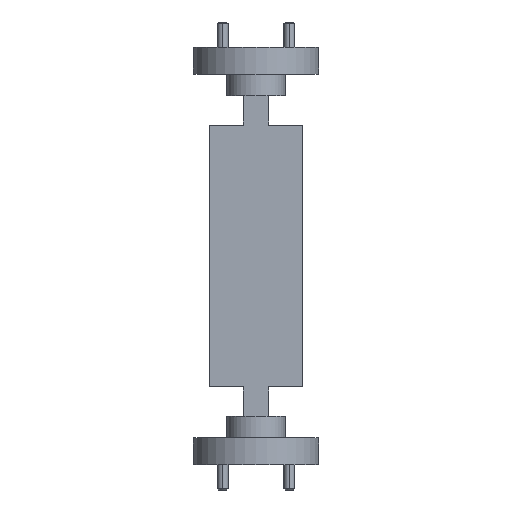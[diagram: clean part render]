
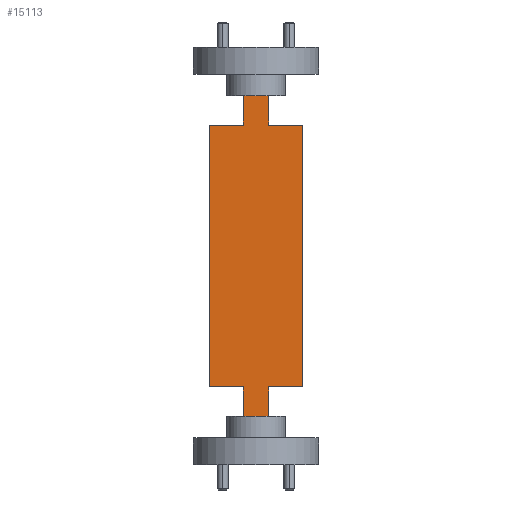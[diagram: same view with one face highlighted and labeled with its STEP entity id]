
A CAD part, front view. The second image highlights one B-rep face of the part: STEP entity #15113.
In plain terms, the highlighted planar face has unit normal (0, -1, 0).
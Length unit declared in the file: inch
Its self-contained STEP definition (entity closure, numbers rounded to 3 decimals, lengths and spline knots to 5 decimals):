
#41 = ORIENTED_EDGE ( 'NONE', *, *, #14275, .F. ) ;
#316 = CARTESIAN_POINT ( 'NONE',  ( -0.37196, -0.35638, 0.196 ) ) ;
#353 = VECTOR ( 'NONE', #3896, 39.37008 ) ;
#601 = CARTESIAN_POINT ( 'NONE',  ( -0.16696, -0.35638, 1.766 ) ) ;
#646 = DIRECTION ( 'NONE',  ( 0., 1., 0. ) ) ;
#874 = EDGE_CURVE ( 'NONE', #8576, #26342, #17046, .T. ) ;
#1102 = CARTESIAN_POINT ( 'NONE',  ( -0.37196, -0.35638, 1.766 ) ) ;
#1161 = VERTEX_POINT ( 'NONE', #6398 ) ;
#1402 = EDGE_CURVE ( 'NONE', #21341, #2839, #26580, .T. ) ;
#1436 = VECTOR ( 'NONE', #14469, 39.37008 ) ;
#2218 = VECTOR ( 'NONE', #8786, 39.37008 ) ;
#2802 = LINE ( 'NONE', #316, #1436 ) ;
#2839 = VERTEX_POINT ( 'NONE', #8355 ) ;
#3161 = VERTEX_POINT ( 'NONE', #19141 ) ;
#3178 = ORIENTED_EDGE ( 'NONE', *, *, #19886, .T. ) ;
#3692 = LINE ( 'NONE', #601, #27587 ) ;
#3696 = ORIENTED_EDGE ( 'NONE', *, *, #26636, .T. ) ;
#3823 = VECTOR ( 'NONE', #22066, 39.37008 ) ;
#3896 = DIRECTION ( 'NONE',  ( -1., 0., 0. ) ) ;
#5056 = EDGE_CURVE ( 'NONE', #7239, #25748, #14137, .T. ) ;
#5883 = CARTESIAN_POINT ( 'NONE',  ( -0.72696, -0.35638, 0.196 ) ) ;
#6362 = VERTEX_POINT ( 'NONE', #22054 ) ;
#6398 = CARTESIAN_POINT ( 'NONE',  ( -0.37196, -0.35638, 0.196 ) ) ;
#7204 = CARTESIAN_POINT ( 'NONE',  ( -0.72696, -0.35638, 1.766 ) ) ;
#7239 = VERTEX_POINT ( 'NONE', #9346 ) ;
#7302 = CARTESIAN_POINT ( 'NONE',  ( -0.52196, -0.35638, 1.766 ) ) ;
#7499 = CARTESIAN_POINT ( 'NONE',  ( -0.16696, -0.35638, 0.196 ) ) ;
#7750 = DIRECTION ( 'NONE',  ( -1., 0., 0. ) ) ;
#7906 = LINE ( 'NONE', #5883, #3823 ) ;
#8348 = DIRECTION ( 'NONE',  ( 0., 0., 1. ) ) ;
#8355 = CARTESIAN_POINT ( 'NONE',  ( -0.37196, -0.35638, 1.941 ) ) ;
#8544 = LINE ( 'NONE', #23192, #353 ) ;
#8576 = VERTEX_POINT ( 'NONE', #20183 ) ;
#8754 = CARTESIAN_POINT ( 'NONE',  ( -0.52196, -0.35638, 1.941 ) ) ;
#8786 = DIRECTION ( 'NONE',  ( -1., 0., 0. ) ) ;
#8909 = CARTESIAN_POINT ( 'NONE',  ( -0.16696, -0.35638, 1.766 ) ) ;
#9345 = LINE ( 'NONE', #18852, #21164 ) ;
#9346 = CARTESIAN_POINT ( 'NONE',  ( -0.52196, -0.35638, 1.766 ) ) ;
#9471 = LINE ( 'NONE', #7302, #14298 ) ;
#10127 = DIRECTION ( 'NONE',  ( -1., 0., 0. ) ) ;
#10219 = VECTOR ( 'NONE', #8348, 39.37008 ) ;
#10461 = EDGE_CURVE ( 'NONE', #10470, #25748, #7906, .T. ) ;
#10470 = VERTEX_POINT ( 'NONE', #25014 ) ;
#10833 = EDGE_CURVE ( 'NONE', #6362, #1161, #22816, .T. ) ;
#11010 = ORIENTED_EDGE ( 'NONE', *, *, #10461, .F. ) ;
#11204 = VERTEX_POINT ( 'NONE', #8909 ) ;
#12223 = ORIENTED_EDGE ( 'NONE', *, *, #12660, .T. ) ;
#12660 = EDGE_CURVE ( 'NONE', #6362, #11204, #12793, .T. ) ;
#12793 = LINE ( 'NONE', #7499, #22793 ) ;
#12905 = EDGE_CURVE ( 'NONE', #7239, #14986, #9471, .T. ) ;
#13870 = DIRECTION ( 'NONE',  ( 0., 0., 1. ) ) ;
#14137 = LINE ( 'NONE', #25372, #19216 ) ;
#14185 = FACE_OUTER_BOUND ( 'NONE', #15752, .T. ) ;
#14275 = EDGE_CURVE ( 'NONE', #1161, #3161, #2802, .T. ) ;
#14298 = VECTOR ( 'NONE', #13870, 39.37008 ) ;
#14469 = DIRECTION ( 'NONE',  ( 0., 0., -1. ) ) ;
#14986 = VERTEX_POINT ( 'NONE', #8754 ) ;
#15011 = DIRECTION ( 'NONE',  ( 0., 0., -1. ) ) ;
#15113 = ADVANCED_FACE ( 'NONE', ( #14185 ), #25997, .F. ) ;
#15381 = ORIENTED_EDGE ( 'NONE', *, *, #12905, .F. ) ;
#15752 = EDGE_LOOP ( 'NONE', ( #27416, #22998, #41, #19203, #12223, #3178, #22489, #3696, #15381, #22562, #11010, #23341 ) ) ;
#17046 = LINE ( 'NONE', #22195, #18677 ) ;
#17867 = AXIS2_PLACEMENT_3D ( 'NONE', #24316, #646, #10127 ) ;
#18677 = VECTOR ( 'NONE', #15011, 39.37008 ) ;
#18852 = CARTESIAN_POINT ( 'NONE',  ( -0.16696, -0.35638, 0.196 ) ) ;
#19141 = CARTESIAN_POINT ( 'NONE',  ( -0.37196, -0.35638, 0.021 ) ) ;
#19203 = ORIENTED_EDGE ( 'NONE', *, *, #10833, .F. ) ;
#19216 = VECTOR ( 'NONE', #27850, 39.37008 ) ;
#19886 = EDGE_CURVE ( 'NONE', #11204, #21341, #3692, .T. ) ;
#20183 = CARTESIAN_POINT ( 'NONE',  ( -0.52196, -0.35638, 0.196 ) ) ;
#21164 = VECTOR ( 'NONE', #28321, 39.37008 ) ;
#21341 = VERTEX_POINT ( 'NONE', #1102 ) ;
#22054 = CARTESIAN_POINT ( 'NONE',  ( -0.16696, -0.35638, 0.196 ) ) ;
#22066 = DIRECTION ( 'NONE',  ( 0., 0., 1. ) ) ;
#22195 = CARTESIAN_POINT ( 'NONE',  ( -0.52196, -0.35638, 0.196 ) ) ;
#22489 = ORIENTED_EDGE ( 'NONE', *, *, #1402, .T. ) ;
#22562 = ORIENTED_EDGE ( 'NONE', *, *, #5056, .T. ) ;
#22793 = VECTOR ( 'NONE', #26929, 39.37008 ) ;
#22816 = LINE ( 'NONE', #25742, #27153 ) ;
#22998 = ORIENTED_EDGE ( 'NONE', *, *, #29355, .F. ) ;
#23192 = CARTESIAN_POINT ( 'NONE',  ( -0.37196, -0.35638, 1.941 ) ) ;
#23341 = ORIENTED_EDGE ( 'NONE', *, *, #30683, .F. ) ;
#24316 = CARTESIAN_POINT ( 'NONE',  ( -0.52196, -0.35638, 1.766 ) ) ;
#25014 = CARTESIAN_POINT ( 'NONE',  ( -0.72696, -0.35638, 0.196 ) ) ;
#25291 = LINE ( 'NONE', #25434, #2218 ) ;
#25372 = CARTESIAN_POINT ( 'NONE',  ( -0.16696, -0.35638, 1.766 ) ) ;
#25434 = CARTESIAN_POINT ( 'NONE',  ( -0.37196, -0.35638, 0.021 ) ) ;
#25742 = CARTESIAN_POINT ( 'NONE',  ( -0.16696, -0.35638, 0.196 ) ) ;
#25748 = VERTEX_POINT ( 'NONE', #7204 ) ;
#25997 = PLANE ( 'NONE',  #17867 ) ;
#26342 = VERTEX_POINT ( 'NONE', #29350 ) ;
#26580 = LINE ( 'NONE', #29661, #10219 ) ;
#26636 = EDGE_CURVE ( 'NONE', #2839, #14986, #8544, .T. ) ;
#26929 = DIRECTION ( 'NONE',  ( 0., 0., 1. ) ) ;
#27153 = VECTOR ( 'NONE', #27769, 39.37008 ) ;
#27416 = ORIENTED_EDGE ( 'NONE', *, *, #874, .T. ) ;
#27587 = VECTOR ( 'NONE', #7750, 39.37008 ) ;
#27769 = DIRECTION ( 'NONE',  ( -1., 0., 0. ) ) ;
#27850 = DIRECTION ( 'NONE',  ( -1., 0., 0. ) ) ;
#28321 = DIRECTION ( 'NONE',  ( -1., 0., 0. ) ) ;
#29350 = CARTESIAN_POINT ( 'NONE',  ( -0.52196, -0.35638, 0.021 ) ) ;
#29355 = EDGE_CURVE ( 'NONE', #3161, #26342, #25291, .T. ) ;
#29661 = CARTESIAN_POINT ( 'NONE',  ( -0.37196, -0.35638, 1.766 ) ) ;
#30683 = EDGE_CURVE ( 'NONE', #8576, #10470, #9345, .T. ) ;
